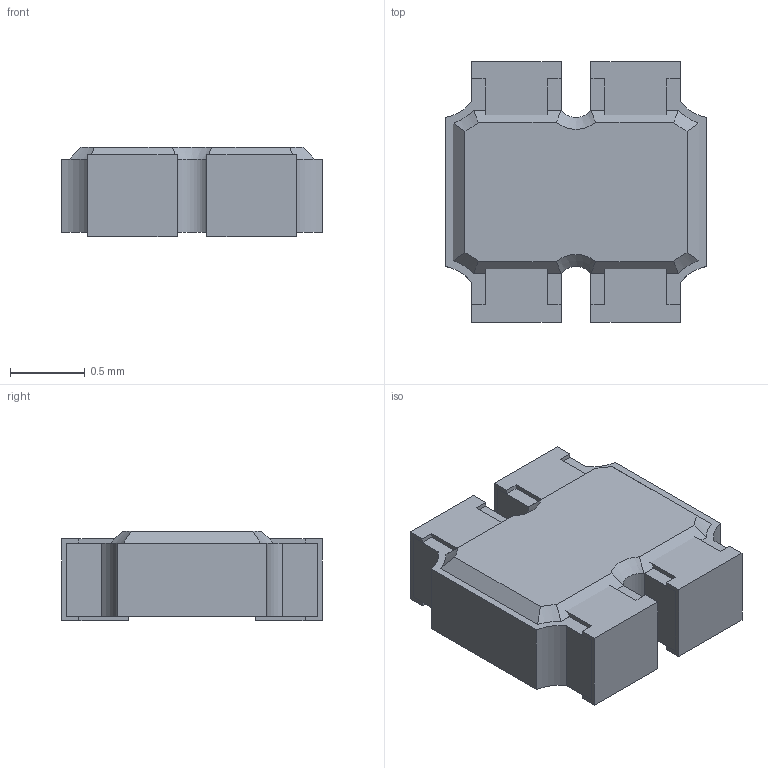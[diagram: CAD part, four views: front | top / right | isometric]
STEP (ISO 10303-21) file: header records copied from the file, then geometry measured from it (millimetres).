
FILE_DESCRIPTION(('STEP AP214'), '1');
FILE_NAME('CAY16-J2', '2016-03-19T23:46:31', ('Nobody'), (''), 'ASCON STEP Converter 1.3', 'ASCON Math Kernel', '');
FILE_SCHEMA(('AUTOMOTIVE_DESIGN { 1 0 10303 214 3 1 1}'));
Length unit declared in the file: millimetre
Bounding box: 1.75 x 1.75 x 0.6 mm (x, y, z)
Volume: 1.5 mm3; surface area: 18.9 mm2
Topology: 6 solids, 6 shells, 108 faces, 304 edges, 212 vertices
Faces by surface type: plane 96, cylinder 6, cone 6
Entity records: 4421 total; most frequent: CARTESIAN_POINT 673, ORIENTED_EDGE 576, DIRECTION 534, EDGE_CURVE 288, LINE 268, VECTOR 268, VERTEX_POINT 192, AXIS2_PLACEMENT_3D 133
